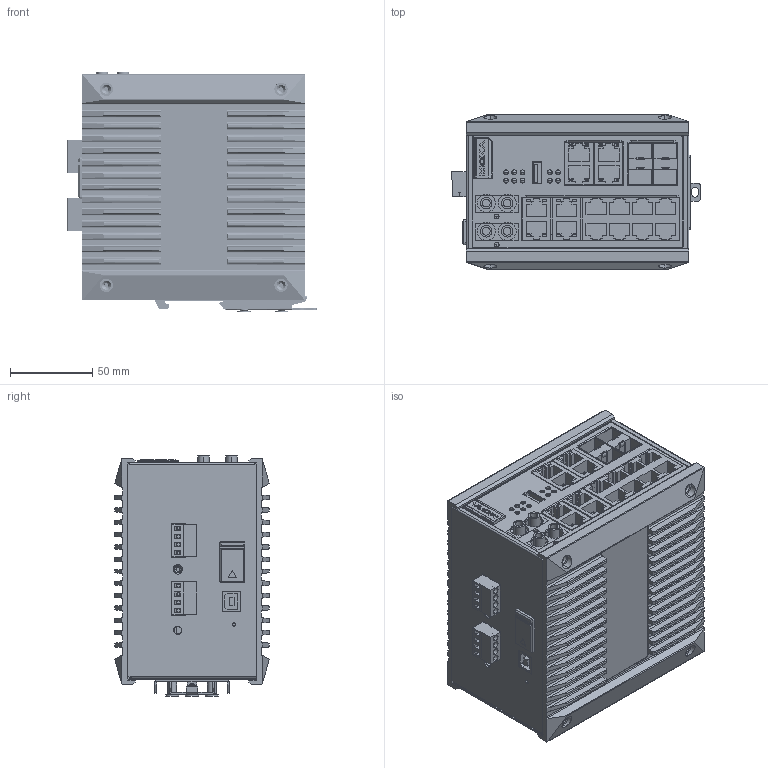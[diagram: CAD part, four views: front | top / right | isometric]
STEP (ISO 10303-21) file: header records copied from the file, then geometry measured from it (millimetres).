
FILE_DESCRIPTION((''),'2;1');
FILE_NAME('PRT0003','2014-12-04T',('Bryce_Huang'),(''),'PRO/ENGINEER BY PARAMETRIC TECHNOLOGY CORPORATION, 2009360','PRO/ENGINEER BY PARAMETRIC TECHNOLOGY CORPORATION, 2009360','');
FILE_SCHEMA(('CONFIG_CONTROL_DESIGN'));
Products named in the file (1): PRT0003
Bounding box: 151.45 x 93.8 x 145.7 mm (x, y, z)
Volume: 440011.6 mm3; surface area: 468535.4 mm2
Topology: 6 solids, 28 shells, 6220 faces, 15970 edges, 10246 vertices
Faces by surface type: plane 4488, cylinder 1393, torus 138, cone 122, bspline 58, extrusion 12, sphere 9
Entity records: 194307 total; most frequent: CARTESIAN_POINT 40338, ORIENTED_EDGE 31884, DIRECTION 30956, EDGE_CURVE 15962, VECTOR 12320, LINE 12308, VERTEX_POINT 10246, AXIS2_PLACEMENT_3D 9318
